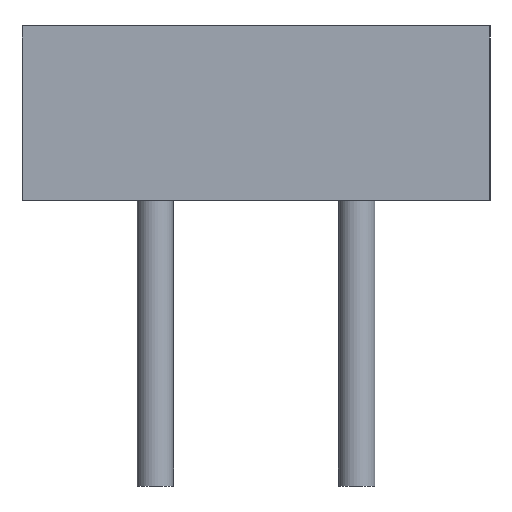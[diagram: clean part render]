
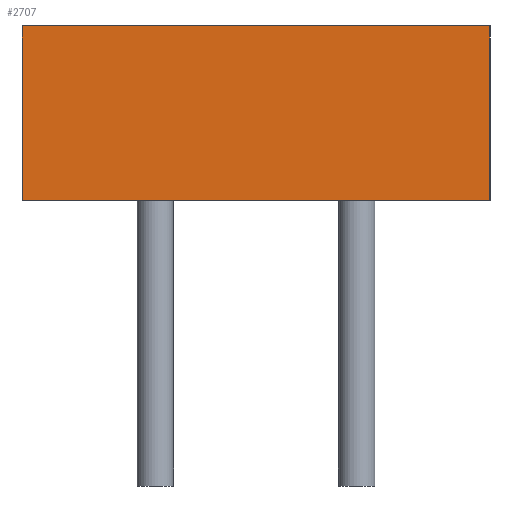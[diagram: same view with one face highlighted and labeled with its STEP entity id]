
A CAD part, left-side view. The second image highlights one B-rep face of the part: STEP entity #2707.
In plain terms, the highlighted planar face has unit normal (-1, 0, 0).
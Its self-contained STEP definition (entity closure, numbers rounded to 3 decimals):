
#2651=CARTESIAN_POINT('',(-3.275,-2.95,2.2));
#2652=VERTEX_POINT('',#2651);
#2659=CARTESIAN_POINT('',(-3.275,-2.95,0.0));
#2660=VERTEX_POINT('',#2659);
#2661=CARTESIAN_POINT('',(-3.275,-2.95,0.0));
#2662=DIRECTION('',(0.0,0.0,1.0));
#2663=VECTOR('',#2662,2.2);
#2664=LINE('',#2661,#2663);
#2665=EDGE_CURVE('',#2660,#2652,#2664,.T.);
#2677=CARTESIAN_POINT('',(-3.275,-2.95,0.0));
#2678=DIRECTION('',(-1.0,0.0,0.0));
#2679=DIRECTION('',(0.0,0.0,-1.0));
#2680=AXIS2_PLACEMENT_3D('',#2677,#2678,#2679);
#2681=PLANE('',#2680);
#2682=CARTESIAN_POINT('',(-3.275,2.95,2.2));
#2683=VERTEX_POINT('',#2682);
#2684=CARTESIAN_POINT('',(-3.275,-2.95,2.2));
#2685=DIRECTION('',(0.0,1.0,0.0));
#2686=VECTOR('',#2685,5.9);
#2687=LINE('',#2684,#2686);
#2688=EDGE_CURVE('',#2652,#2683,#2687,.T.);
#2689=ORIENTED_EDGE('',*,*,#2688,.T.);
#2690=CARTESIAN_POINT('',(-3.275,2.95,0.0));
#2691=VERTEX_POINT('',#2690);
#2692=CARTESIAN_POINT('',(-3.275,2.95,0.0));
#2693=DIRECTION('',(0.0,0.0,1.0));
#2694=VECTOR('',#2693,2.2);
#2695=LINE('',#2692,#2694);
#2696=EDGE_CURVE('',#2691,#2683,#2695,.T.);
#2697=ORIENTED_EDGE('',*,*,#2696,.F.);
#2698=CARTESIAN_POINT('',(-3.275,2.95,0.0));
#2699=DIRECTION('',(0.0,-1.0,0.0));
#2700=VECTOR('',#2699,5.9);
#2701=LINE('',#2698,#2700);
#2702=EDGE_CURVE('',#2691,#2660,#2701,.T.);
#2703=ORIENTED_EDGE('',*,*,#2702,.T.);
#2704=ORIENTED_EDGE('',*,*,#2665,.T.);
#2705=EDGE_LOOP('',(#2689,#2697,#2703,#2704));
#2706=FACE_OUTER_BOUND('',#2705,.T.);
#2707=ADVANCED_FACE('',(#2706),#2681,.T.);
